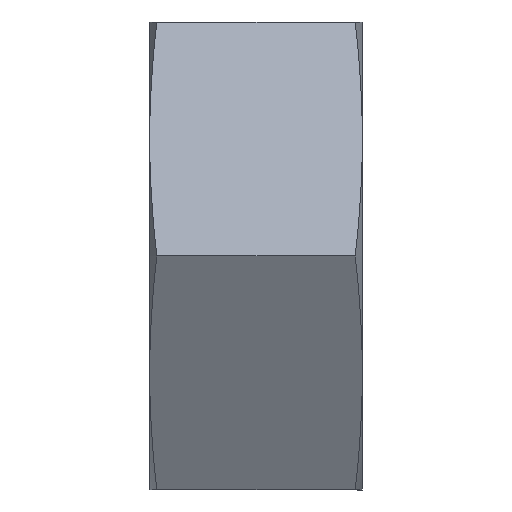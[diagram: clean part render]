
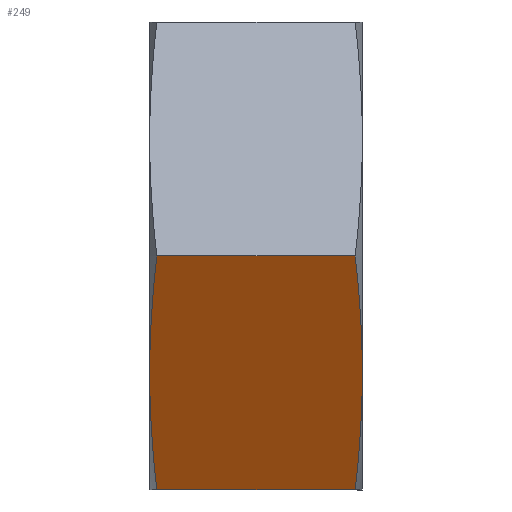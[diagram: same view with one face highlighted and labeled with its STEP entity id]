
A CAD part, left-side view. The second image highlights one B-rep face of the part: STEP entity #249.
In plain terms, the highlighted planar face has unit normal (-0.866, 0, -0.5).
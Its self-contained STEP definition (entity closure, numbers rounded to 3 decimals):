
#11 = CARTESIAN_POINT ( 'NONE',  ( -1.905, 3., -3.3 ) ) ;
#23 = CARTESIAN_POINT ( 'NONE',  ( -3.175, 3., -1.1 ) ) ;
#52 = EDGE_CURVE ( 'NONE', #1169, #452, #922, .T. ) ;
#73 = CARTESIAN_POINT ( 'NONE',  ( -2.223, 2.962, -2.75 ) ) ;
#192 = PLANE ( 'NONE',  #1554 ) ;
#194 = CARTESIAN_POINT ( 'NONE',  ( -2.54, 3., -2.2 ) ) ;
#249 = ADVANCED_FACE ( 'NONE', ( #1279 ), #192, .F. ) ;
#293 = ORIENTED_EDGE ( 'NONE', *, *, #651, .F. ) ;
#294 = LINE ( 'NONE', #11, #1475 ) ;
#381 = CARTESIAN_POINT ( 'NONE',  ( -2.54, 0., -2.2 ) ) ;
#398 = EDGE_CURVE ( 'NONE', #453, #1153, #1198, .T. ) ;
#430 = CARTESIAN_POINT ( 'NONE',  ( -3.811, 2.9, 0. ) ) ;
#452 = VERTEX_POINT ( 'NONE', #1011 ) ;
#453 = VERTEX_POINT ( 'NONE', #867 ) ;
#475 = CARTESIAN_POINT ( 'NONE',  ( -1.905, 0.1, -3.3 ) ) ;
#515 = EDGE_CURVE ( 'NONE', #1628, #453, #1161, .T. ) ;
#533 = ORIENTED_EDGE ( 'NONE', *, *, #52, .F. ) ;
#595 = VERTEX_POINT ( 'NONE', #475 ) ;
#600 = DIRECTION ( 'NONE',  ( 0.866, 0., 0.5 ) ) ;
#611 = DIRECTION ( 'NONE',  ( 0., -1., 0. ) ) ;
#647 = ORIENTED_EDGE ( 'NONE', *, *, #798, .F. ) ;
#651 = EDGE_CURVE ( 'NONE', #1153, #1169, #1308, .T. ) ;
#675 = CARTESIAN_POINT ( 'NONE',  ( -3.493, 0.038, -0.55 ) ) ;
#773 = CARTESIAN_POINT ( 'NONE',  ( -2.223, 0.038, -2.75 ) ) ;
#798 = EDGE_CURVE ( 'NONE', #452, #595, #1293, .T. ) ;
#867 = CARTESIAN_POINT ( 'NONE',  ( -2.858, 3., -1.65 ) ) ;
#915 = CARTESIAN_POINT ( 'NONE',  ( -2.858, 3., -1.65 ) ) ;
#922 = B_SPLINE_CURVE_WITH_KNOTS ( 'NONE', 3,
 ( #1075, #675, #1250, #1228 ),
 .UNSPECIFIED., .F., .F.,
 ( 4, 4 ),
 ( 0., 0.002 ),
 .UNSPECIFIED. ) ;
#1006 = CARTESIAN_POINT ( 'NONE',  ( -3.811, 0.1, 0. ) ) ;
#1011 = CARTESIAN_POINT ( 'NONE',  ( -2.858, 0., -1.65 ) ) ;
#1045 = CARTESIAN_POINT ( 'NONE',  ( -1.905, 0.1, -3.3 ) ) ;
#1075 = CARTESIAN_POINT ( 'NONE',  ( -3.811, 0.1, 0. ) ) ;
#1129 = DIRECTION ( 'NONE',  ( 0., -1., 0. ) ) ;
#1136 = ORIENTED_EDGE ( 'NONE', *, *, #515, .F. ) ;
#1149 = CARTESIAN_POINT ( 'NONE',  ( -1.905, 3., -3.3 ) ) ;
#1153 = VERTEX_POINT ( 'NONE', #430 ) ;
#1161 = B_SPLINE_CURVE_WITH_KNOTS ( 'NONE', 3,
 ( #1620, #73, #194, #915 ),
 .UNSPECIFIED., .F., .F.,
 ( 4, 4 ),
 ( 0., 0.002 ),
 .UNSPECIFIED. ) ;
#1169 = VERTEX_POINT ( 'NONE', #1006 ) ;
#1184 = CARTESIAN_POINT ( 'NONE',  ( -3.811, 3., 0. ) ) ;
#1190 = VECTOR ( 'NONE', #611, 1000. ) ;
#1198 = B_SPLINE_CURVE_WITH_KNOTS ( 'NONE', 3,
 ( #1689, #23, #1395, #1677 ),
 .UNSPECIFIED., .F., .F.,
 ( 4, 4 ),
 ( 0.002, 0.004 ),
 .UNSPECIFIED. ) ;
#1205 = EDGE_CURVE ( 'NONE', #1628, #595, #294, .T. ) ;
#1228 = CARTESIAN_POINT ( 'NONE',  ( -2.858, 0., -1.65 ) ) ;
#1250 = CARTESIAN_POINT ( 'NONE',  ( -3.175, 0., -1.1 ) ) ;
#1279 = FACE_OUTER_BOUND ( 'NONE', #1396, .T. ) ;
#1293 = B_SPLINE_CURVE_WITH_KNOTS ( 'NONE', 3,
 ( #1617, #381, #773, #1045 ),
 .UNSPECIFIED., .F., .F.,
 ( 4, 4 ),
 ( 0.002, 0.004 ),
 .UNSPECIFIED. ) ;
#1308 = LINE ( 'NONE', #1184, #1190 ) ;
#1395 = CARTESIAN_POINT ( 'NONE',  ( -3.493, 2.962, -0.55 ) ) ;
#1396 = EDGE_LOOP ( 'NONE', ( #533, #293, #1765, #1136, #1463, #647 ) ) ;
#1463 = ORIENTED_EDGE ( 'NONE', *, *, #1205, .T. ) ;
#1475 = VECTOR ( 'NONE', #1129, 1000. ) ;
#1554 = AXIS2_PLACEMENT_3D ( 'NONE', #1149, #600, #1564 ) ;
#1564 = DIRECTION ( 'NONE',  ( 0.5, 0., -0.866 ) ) ;
#1617 = CARTESIAN_POINT ( 'NONE',  ( -2.858, 0., -1.65 ) ) ;
#1620 = CARTESIAN_POINT ( 'NONE',  ( -1.905, 2.9, -3.3 ) ) ;
#1628 = VERTEX_POINT ( 'NONE', #1795 ) ;
#1677 = CARTESIAN_POINT ( 'NONE',  ( -3.811, 2.9, 0. ) ) ;
#1689 = CARTESIAN_POINT ( 'NONE',  ( -2.858, 3., -1.65 ) ) ;
#1765 = ORIENTED_EDGE ( 'NONE', *, *, #398, .F. ) ;
#1795 = CARTESIAN_POINT ( 'NONE',  ( -1.905, 2.9, -3.3 ) ) ;
